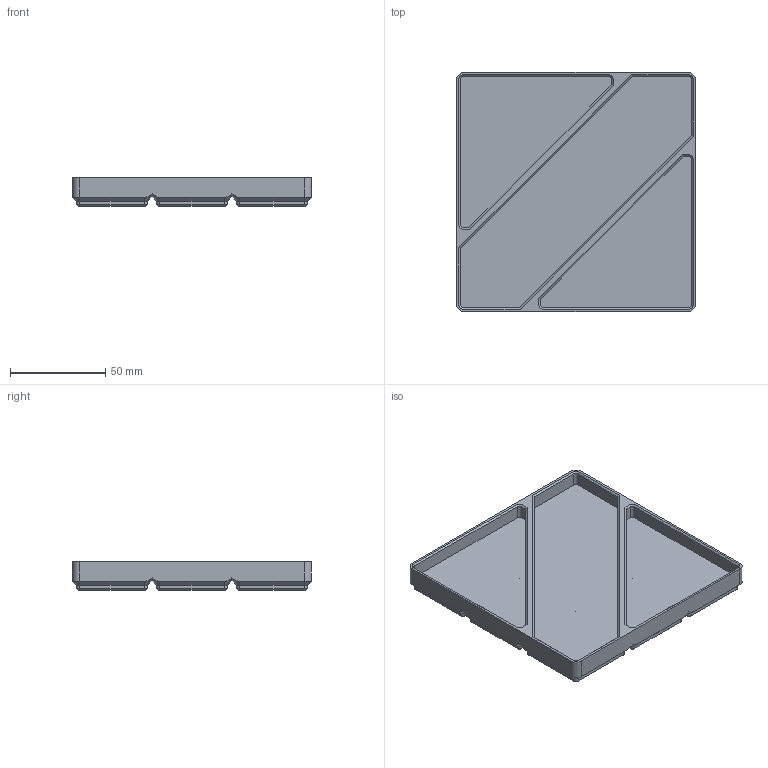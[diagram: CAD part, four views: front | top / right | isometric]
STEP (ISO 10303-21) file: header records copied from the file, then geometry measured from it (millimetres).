
FILE_DESCRIPTION(('Creo Elements/Direct Modeling STEP Export'),'2;1');
FILE_NAME('Gridfinity-3x3x15-17.stp','2023-01-17T11:26:59',(''),(''),'Creo Elements/Direct Modeling STEP processor for AP214 (Solid Model)','Creo Elements/Direct Modeling 20.3A 20-Jun-2020 (C) Parametric Technology GmbH','');
FILE_SCHEMA(('AUTOMOTIVE_DESIGN { 1 0 10303 214 1 1 1 1 }'));
Length unit declared in the file: millimetre
Products named in the file (2): 3x3x15-17
Assembly tree (1 placements, depth 2):
  3x3x15-17
    3x3x15-17
Bounding box: 125.5 x 125.5 x 15 mm (x, y, z)
Volume: 110307.4 mm3; surface area: 50277.2 mm2
Topology: 1 solids, 1 shells, 501 faces, 1098 edges, 674 vertices
Faces by surface type: plane 229, cylinder 192, cone 80
Entity records: 15112 total; most frequent: CARTESIAN_POINT 4492, ORIENTED_EDGE 2196, DIRECTION 2138, EDGE_CURVE 1098, AXIS2_PLACEMENT_3D 769, VERTEX_POINT 674, VECTOR 600, LINE 600
